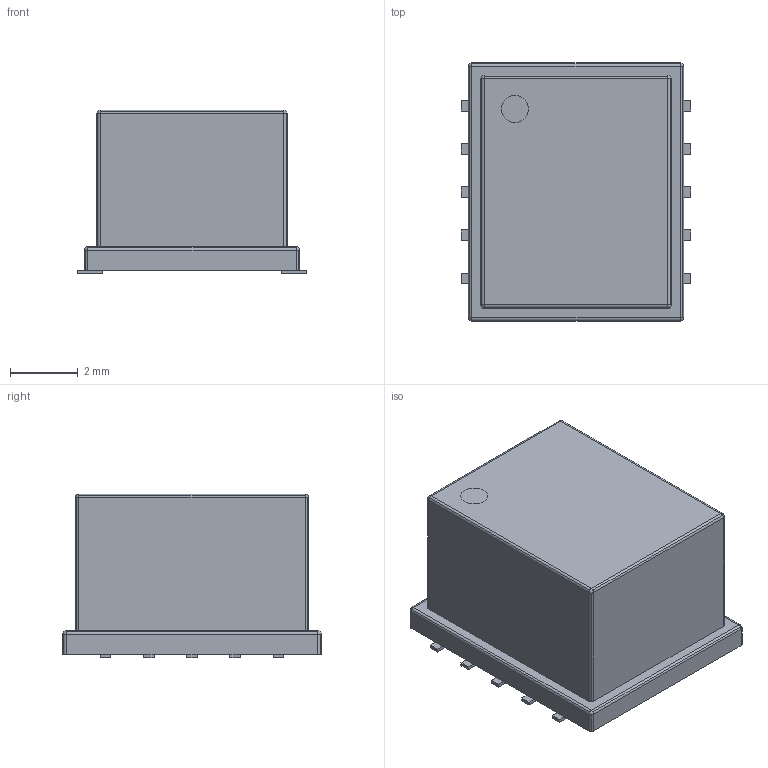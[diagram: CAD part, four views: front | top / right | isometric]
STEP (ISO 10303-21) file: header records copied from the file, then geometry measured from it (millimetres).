
FILE_DESCRIPTION((''),'2;1');
FILE_NAME('MINI-CIRCUIT_DZ943.stp','2009-11-03T15:57:52',(''),(''),'Mechanical Desktop 2006','Mechanical Desktop 2006',', , ');
FILE_SCHEMA(('AUTOMOTIVE_DESIGN { 1 2 10303 214 0 1 1 1 }'));
Length unit declared in the file: millimetre
Products named in the file (1): Product
Bounding box: 6.76 x 7.62 x 4.83 mm (x, y, z)
Volume: 189.5 mm3; surface area: 299.1 mm2
Topology: 13 solids, 13 shells, 119 faces, 260 edges, 160 vertices
Faces by surface type: plane 75, cylinder 36, sphere 8
Entity records: 3213 total; most frequent: DIRECTION 564, CARTESIAN_POINT 532, ORIENTED_EDGE 504, EDGE_CURVE 252, AXIS2_PLACEMENT_3D 192, VECTOR 180, LINE 180, VERTEX_POINT 160
